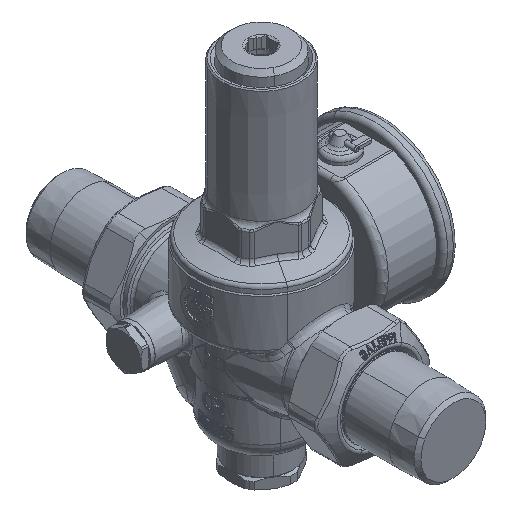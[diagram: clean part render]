
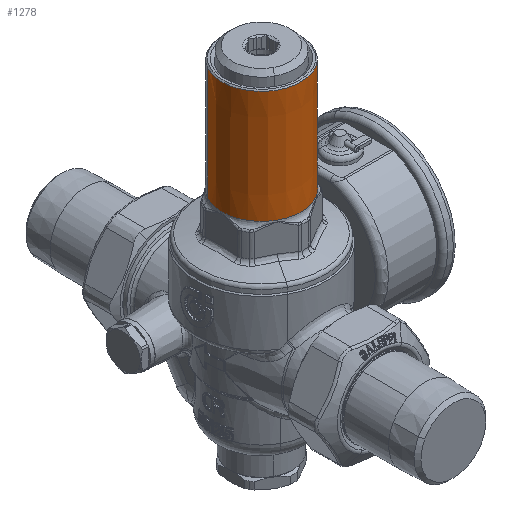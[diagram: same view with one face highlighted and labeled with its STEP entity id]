
A CAD part, isometric view. The second image highlights one B-rep face of the part: STEP entity #1278.
In plain terms, the highlighted conical face has half-angle 0.104 degrees and reference radius 18 mm.
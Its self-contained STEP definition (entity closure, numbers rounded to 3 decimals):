
#1213=CARTESIAN_POINT('Axis2P3D Location',(0.,0.,-74.06)) ;
#1217=CARTESIAN_POINT('Vertex',(15.8,-8.632,-74.06)) ;
#1219=CARTESIAN_POINT('Vertex',(-15.8,8.632,-74.06)) ;
#1236=CARTESIAN_POINT('Axis2P3D Location',(0.,0.,-71.86)) ;
#1241=CARTESIAN_POINT('Line Origine',(15.84,-8.654,-99.46)) ;
#1245=CARTESIAN_POINT('Vertex',(15.881,-8.676,-125.332)) ;
#1252=CARTESIAN_POINT('Vertex',(-15.881,8.676,-125.332)) ;
#1255=CARTESIAN_POINT('Line Origine',(-15.84,8.654,-99.46)) ;
#1267=CARTESIAN_POINT('Axis2P3D Location',(0.,0.,-125.332)) ;
#1214=DIRECTION('Axis2P3D Direction',(-0.,-0.,-1.)) ;
#1237=DIRECTION('Axis2P3D Direction',(0.,0.,-1.)) ;
#1238=DIRECTION('Axis2P3D XDirection',(0.878,-0.479,0.)) ;
#1242=DIRECTION('Vector Direction',(0.002,-0.001,-1.)) ;
#1256=DIRECTION('Vector Direction',(-0.002,0.001,-1.)) ;
#1268=DIRECTION('Axis2P3D Direction',(-0.,-0.,-1.)) ;
#1215=AXIS2_PLACEMENT_3D('Circle Axis2P3D',#1213,#1214,$) ;
#1239=AXIS2_PLACEMENT_3D('Cone Axis2P3D',#1236,#1237,#1238) ;
#1269=AXIS2_PLACEMENT_3D('Circle Axis2P3D',#1267,#1268,$) ;
#1273=ORIENTED_EDGE('',*,*,#1259,.F.) ;
#1274=ORIENTED_EDGE('',*,*,#1271,.T.) ;
#1275=ORIENTED_EDGE('',*,*,#1247,.T.) ;
#1276=ORIENTED_EDGE('',*,*,#1221,.T.) ;
#1243=VECTOR('Line Direction',#1242,1.) ;
#1257=VECTOR('Line Direction',#1256,1.) ;
#1278=ADVANCED_FACE('PartBody',(#1277),#1240,.T.) ;
#1216=CIRCLE('generated circle',#1215,18.004) ;
#1270=CIRCLE('generated circle',#1269,18.097) ;
#1240=CONICAL_SURFACE('Cone',#1239,18.,0.002) ;
#1221=EDGE_CURVE('',#1218,#1220,#1216,.T.) ;
#1247=EDGE_CURVE('',#1246,#1218,#1244,.F.) ;
#1259=EDGE_CURVE('',#1253,#1220,#1258,.F.) ;
#1271=EDGE_CURVE('',#1253,#1246,#1270,.F.) ;
#1272=EDGE_LOOP('',(#1273,#1274,#1275,#1276)) ;
#1277=FACE_OUTER_BOUND('',#1272,.T.) ;
#1244=LINE('Line',#1241,#1243) ;
#1258=LINE('Line',#1255,#1257) ;
#1218=VERTEX_POINT('',#1217) ;
#1220=VERTEX_POINT('',#1219) ;
#1246=VERTEX_POINT('',#1245) ;
#1253=VERTEX_POINT('',#1252) ;
